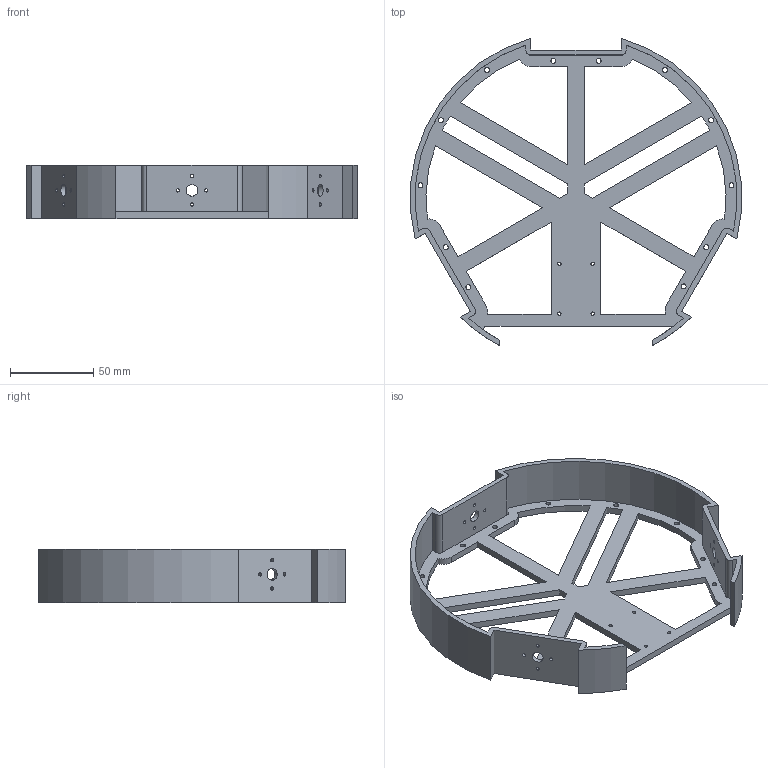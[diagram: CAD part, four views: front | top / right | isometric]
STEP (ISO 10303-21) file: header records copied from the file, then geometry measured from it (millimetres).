
FILE_DESCRIPTION(('STEP AP242'), '1');
FILE_NAME('櫻蠉錪', '', ('UNSPECIFIED'), ('UNSPECIFIED'), 'C3D Converter', 'C3D Toolkit', '');
FILE_SCHEMA(('AP242_MANAGED_MODEL_BASED_3D_ENGINEERING_MIM_LF { 1 0 10303 442 1 1 4 }'));
Length unit declared in the file: millimetre
Bounding box: 199.42 x 185 x 32 mm (x, y, z)
Volume: 97563.9 mm3; surface area: 66825.2 mm2
Topology: 1 solids, 1 shells, 111 faces, 327 edges, 218 vertices
Faces by surface type: cylinder 59, plane 52
Full cylindrical faces by diameter (mm): 2 x16, 3 x12, 7 x3
Entity records: 3782 total; most frequent: DIRECTION 640, CARTESIAN_POINT 626, ORIENTED_EDGE 592, EDGE_CURVE 296, AXIS2_PLACEMENT_3D 232, EDGE_LOOP 220, VERTEX_POINT 218, LINE 176
